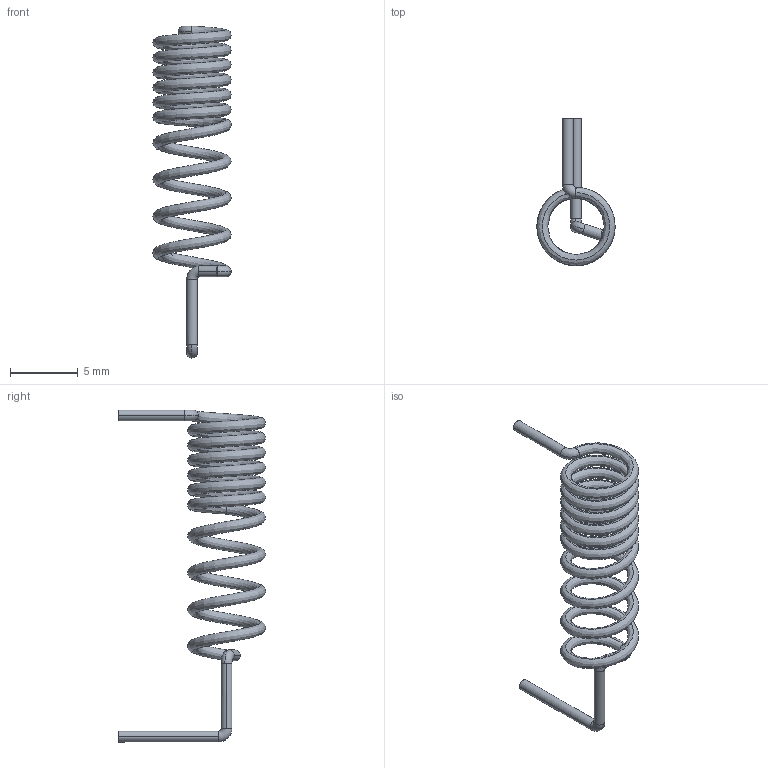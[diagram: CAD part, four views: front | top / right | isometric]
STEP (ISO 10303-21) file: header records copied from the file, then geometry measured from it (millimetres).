
FILE_DESCRIPTION (( 'STEP AP214' ), '1' );
FILE_NAME ('NB-IoT Antenna Bend.STEP', '2023-09-27T15:39:42', ( '' ), ( '' ), 'SwSTEP 2.0', 'SolidWorks 2016', '' );
FILE_SCHEMA (( 'AUTOMOTIVE_DESIGN' ));
Length unit declared in the file: millimetre
Products named in the file (1): NB-IoT Antenna Bend
Bounding box: 5.78 x 10.89 x 24.56 mm (x, y, z)
Volume: 91.7 mm3; surface area: 461.2 mm2
Topology: 1 solids, 1 shells, 29 faces, 72 edges, 45 vertices
Faces by surface type: cylinder 15, torus 8, bspline 4, plane 2
Entity records: 3798 total; most frequent: CARTESIAN_POINT 3073, DIRECTION 162, ORIENTED_EDGE 144, AXIS2_PLACEMENT_3D 74, EDGE_CURVE 72, CIRCLE 48, VERTEX_POINT 45, FACE_OUTER_BOUND 29
